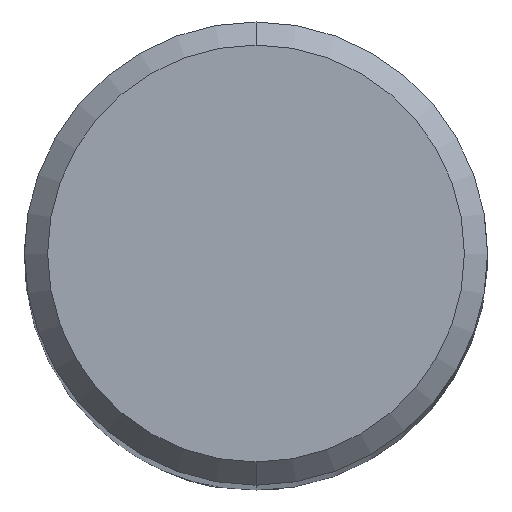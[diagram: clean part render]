
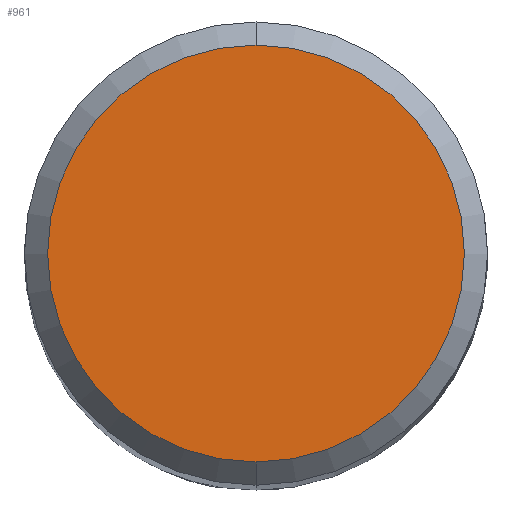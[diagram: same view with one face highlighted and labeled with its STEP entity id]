
A CAD part, top view. The second image highlights one B-rep face of the part: STEP entity #961.
In plain terms, the highlighted planar face has unit normal (0, 0, 1).
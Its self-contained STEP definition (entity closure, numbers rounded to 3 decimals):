
#477=VERTEX_POINT('',#1169);
#717=EDGE_CURVE('',#1023,#477,#1431,.T.);
#831=EDGE_CURVE('',#477,#1023,#1554,.T.);
#961=ADVANCED_FACE('',(#1694),#1695,.T.);
#1023=VERTEX_POINT('',#1765);
#1169=CARTESIAN_POINT('',(0.,-4.5,0.0));
#1431=CIRCLE('',#4939,4.5);
#1554=CIRCLE('',#9299,4.5);
#1694=FACE_OUTER_BOUND('',#13991,.T.);
#1695=PLANE('',#13992);
#1765=CARTESIAN_POINT('',(0.0,4.5,0.0));
#4939=AXIS2_PLACEMENT_3D('',#15033,#15034,#15035);
#9299=AXIS2_PLACEMENT_3D('',#15149,#15150,#15151);
#13991=EDGE_LOOP('',(#15295,#15296));
#13992=AXIS2_PLACEMENT_3D('',#15297,#15298,#15299);
#15033=CARTESIAN_POINT('',(0.0,0.0,0.0));
#15034=DIRECTION('',(0.0,0.0,-1.0));
#15035=DIRECTION('',(0.0,1.0,0.0));
#15149=CARTESIAN_POINT('',(0.0,0.0,0.0));
#15150=DIRECTION('',(0.0,0.0,-1.0));
#15151=DIRECTION('',(0.0,1.0,0.0));
#15295=ORIENTED_EDGE('',*,*,#717,.F.);
#15296=ORIENTED_EDGE('',*,*,#831,.F.);
#15297=CARTESIAN_POINT('',(0.0,2.25,0.0));
#15298=DIRECTION('',(-0.0,0.0,1.0));
#15299=DIRECTION('',(0.0,-1.0,0.0));
